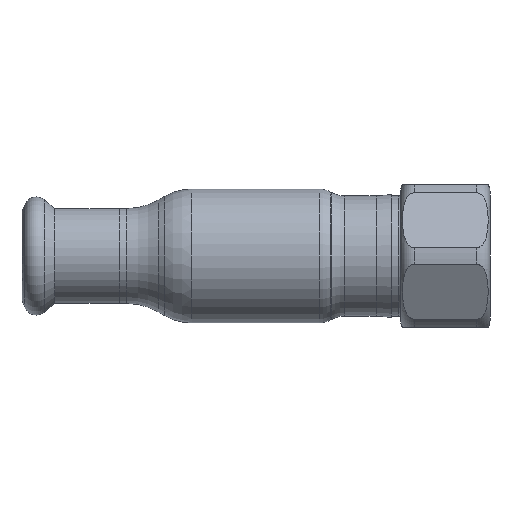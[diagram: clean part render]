
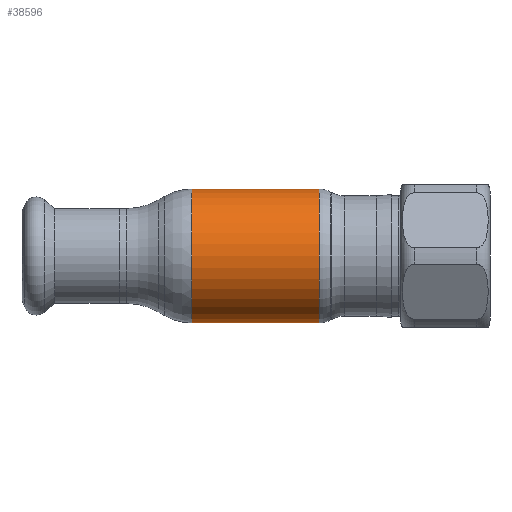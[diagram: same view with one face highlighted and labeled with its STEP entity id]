
A CAD part, front view. The second image highlights one B-rep face of the part: STEP entity #38596.
In plain terms, the highlighted cylindrical face has radius 15 mm (diameter 30 mm), a partial arc.
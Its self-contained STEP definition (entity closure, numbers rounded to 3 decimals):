
#81 = DIRECTION ( 'NONE',  ( -1., 0., 0. ) ) ;
#835 = CARTESIAN_POINT ( 'NONE',  ( -62.69, 0., 15. ) ) ;
#1126 = VERTEX_POINT ( 'NONE', #19670 ) ;
#3435 = EDGE_CURVE ( 'NONE', #52891, #5761, #34903, .T. ) ;
#3605 = VECTOR ( 'NONE', #81, 1000. ) ;
#3628 = VECTOR ( 'NONE', #21771, 1000. ) ;
#5761 = VERTEX_POINT ( 'NONE', #50112 ) ;
#6166 = EDGE_CURVE ( 'NONE', #43799, #1126, #24433, .T. ) ;
#7105 = ORIENTED_EDGE ( 'NONE', *, *, #30124, .F. ) ;
#7500 = DIRECTION ( 'NONE',  ( -1., 0., 0. ) ) ;
#7931 = EDGE_LOOP ( 'NONE', ( #7105, #52121, #32112, #26789 ) ) ;
#8703 = CARTESIAN_POINT ( 'NONE',  ( -14.285, 0., 0. ) ) ;
#13156 = CARTESIAN_POINT ( 'NONE',  ( 14.285, 0., 0. ) ) ;
#19670 = CARTESIAN_POINT ( 'NONE',  ( 14.285, 0., 15. ) ) ;
#21771 = DIRECTION ( 'NONE',  ( -1., 0., 0. ) ) ;
#22047 = FACE_OUTER_BOUND ( 'NONE', #7931, .T. ) ;
#22673 = LINE ( 'NONE', #35927, #3605 ) ;
#23723 = LINE ( 'NONE', #835, #3628 ) ;
#24433 = CIRCLE ( 'NONE', #32083, 15. ) ;
#26789 = ORIENTED_EDGE ( 'NONE', *, *, #3435, .F. ) ;
#28064 = CARTESIAN_POINT ( 'NONE',  ( 14.285, 0., -15. ) ) ;
#30124 = EDGE_CURVE ( 'NONE', #43799, #52891, #22673, .T. ) ;
#32083 = AXIS2_PLACEMENT_3D ( 'NONE', #13156, #7500, #58172 ) ;
#32112 = ORIENTED_EDGE ( 'NONE', *, *, #45316, .T. ) ;
#34903 = CIRCLE ( 'NONE', #44531, 15. ) ;
#35927 = CARTESIAN_POINT ( 'NONE',  ( -62.69, 0., -15. ) ) ;
#36761 = CARTESIAN_POINT ( 'NONE',  ( -62.69, 0., 0. ) ) ;
#38596 = ADVANCED_FACE ( 'NONE', ( #22047 ), #40400, .T. ) ;
#40400 = CYLINDRICAL_SURFACE ( 'NONE', #45176, 15. ) ;
#43425 = CARTESIAN_POINT ( 'NONE',  ( -14.285, 0., -15. ) ) ;
#43799 = VERTEX_POINT ( 'NONE', #28064 ) ;
#44531 = AXIS2_PLACEMENT_3D ( 'NONE', #8703, #50871, #55151 ) ;
#45176 = AXIS2_PLACEMENT_3D ( 'NONE', #36761, #45487, #46354 ) ;
#45316 = EDGE_CURVE ( 'NONE', #1126, #5761, #23723, .T. ) ;
#45487 = DIRECTION ( 'NONE',  ( -1., 0., 0. ) ) ;
#46354 = DIRECTION ( 'NONE',  ( 0., 0., 1. ) ) ;
#50112 = CARTESIAN_POINT ( 'NONE',  ( -14.285, 0., 15. ) ) ;
#50871 = DIRECTION ( 'NONE',  ( -1., 0., 0. ) ) ;
#52121 = ORIENTED_EDGE ( 'NONE', *, *, #6166, .T. ) ;
#52891 = VERTEX_POINT ( 'NONE', #43425 ) ;
#55151 = DIRECTION ( 'NONE',  ( 0., 0., 1. ) ) ;
#58172 = DIRECTION ( 'NONE',  ( 0., 0., 1. ) ) ;
